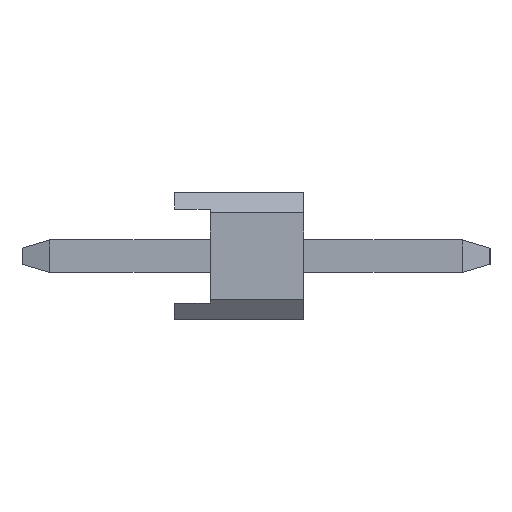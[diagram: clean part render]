
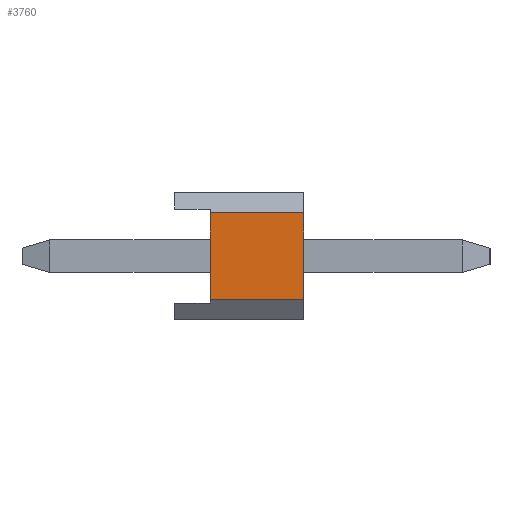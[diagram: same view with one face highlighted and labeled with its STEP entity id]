
A CAD part, left-side view. The second image highlights one B-rep face of the part: STEP entity #3760.
In plain terms, the highlighted planar face has unit normal (-1, 0, 0).
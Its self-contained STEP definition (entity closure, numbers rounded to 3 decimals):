
#1564=EDGE_CURVE('',#3918,#3478,#4349,.T.);
#1626=EDGE_CURVE('',#3918,#2992,#4419,.T.);
#2154=VERTEX_POINT('',#5000);
#2992=VERTEX_POINT('',#5918);
#3202=EDGE_CURVE('',#2154,#3478,#6154,.T.);
#3478=VERTEX_POINT('',#6467);
#3760=ADVANCED_FACE('',(#6781),#6782,.T.);
#3808=EDGE_CURVE('',#2992,#2154,#6836,.T.);
#3918=VERTEX_POINT('',#6958);
#4349=LINE('',#7477,#7478);
#4419=LINE('',#7575,#7576);
#5000=CARTESIAN_POINT('',(-11.33,-2.54,-0.851));
#5918=CARTESIAN_POINT('',(-11.33,-0.7,-0.851));
#6154=LINE('',#10092,#10093);
#6467=CARTESIAN_POINT('',(-11.33,-2.54,0.851));
#6781=FACE_OUTER_BOUND('',#10978,.T.);
#6782=PLANE('',#10979);
#6836=LINE('',#11058,#11059);
#6958=CARTESIAN_POINT('',(-11.33,-0.7,0.851));
#7477=CARTESIAN_POINT('',(-11.33,0.,0.851));
#7478=VECTOR('',#11782,1.0);
#7575=CARTESIAN_POINT('',(-11.33,-0.7,-0.426));
#7576=VECTOR('',#11862,1.0);
#10092=CARTESIAN_POINT('',(-11.33,-2.54,0.851));
#10093=VECTOR('',#13597,1.0);
#10978=EDGE_LOOP('',(#14324,#14325,#14326,#14327));
#10979=AXIS2_PLACEMENT_3D('',#14328,#14329,#14330);
#11058=CARTESIAN_POINT('',(-11.33,0.,-0.851));
#11059=VECTOR('',#14393,1.0);
#11782=DIRECTION('',(0.0,-1.0,0.));
#11862=DIRECTION('',(0.0,0.,-1.0));
#13597=DIRECTION('',(0.0,0.,1.0));
#14324=ORIENTED_EDGE('',*,*,#1626,.T.);
#14325=ORIENTED_EDGE('',*,*,#3808,.T.);
#14326=ORIENTED_EDGE('',*,*,#3202,.T.);
#14327=ORIENTED_EDGE('',*,*,#1564,.F.);
#14328=CARTESIAN_POINT('',(-11.33,0.,-0.851));
#14329=DIRECTION('',(-1.0,0.0,0.0));
#14330=DIRECTION('',(0.0,0.,-1.0));
#14393=DIRECTION('',(0.0,-1.0,0.));
